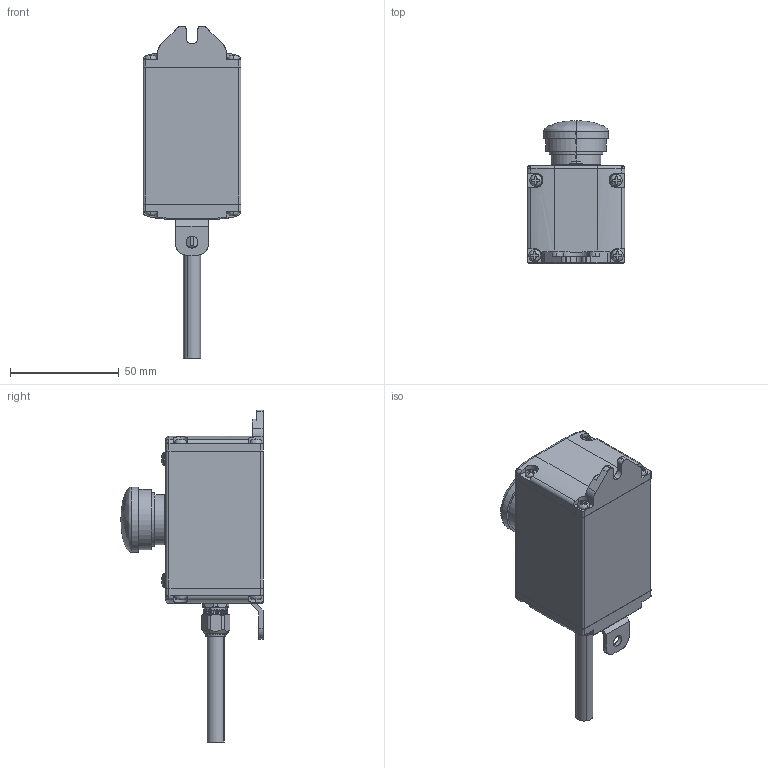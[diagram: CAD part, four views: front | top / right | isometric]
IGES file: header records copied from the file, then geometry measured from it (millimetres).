
Start section: SolidWorks IGES file using analytic representation for surfaces
Global section: file name: R4C-101-IGS.igs; native system: SolidWorks 2011; preprocessor: SolidWorks 2011; author: tsukiji2557; date: 240619.174752; units: millimetre
Bounding box: 45 x 65.5 x 152.9 mm (x, y, z)
Surface area: 23120.7 mm2 (no closed solid volume)
Topology: 0 solids, 0 shells, 467 faces, 4544 edges, 4542 vertices
Faces by surface type: bspline 319, revolution 148
